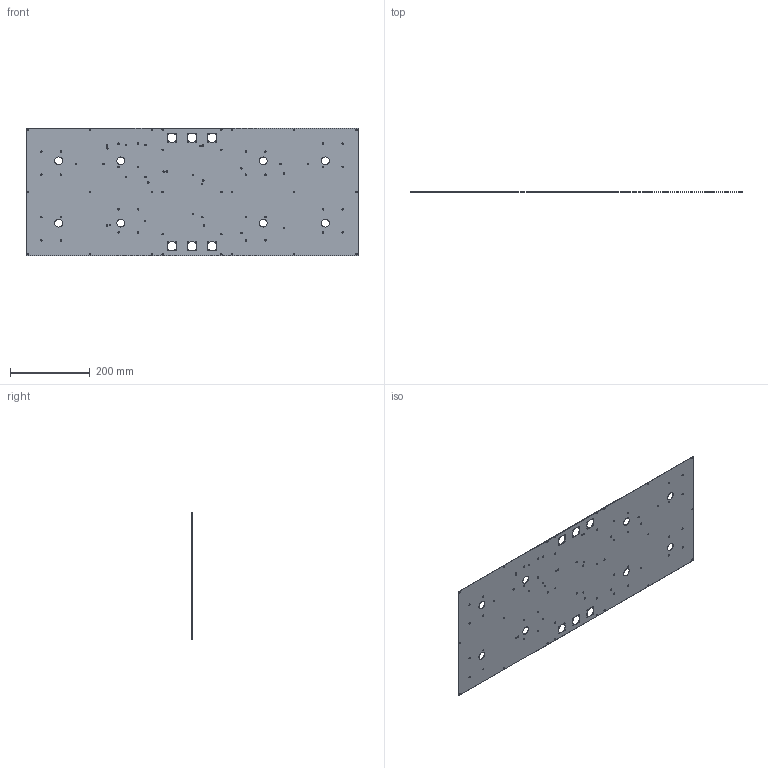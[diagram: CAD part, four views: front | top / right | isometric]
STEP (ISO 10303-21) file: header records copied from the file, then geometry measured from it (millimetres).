
FILE_DESCRIPTION (( 'STEP AP214' ), '1' );
FILE_NAME ('panel2.STEP', '2024-01-29T19:22:10', ( '' ), ( '' ), 'SwSTEP 2.0', 'SolidWorks 2023', '' );
FILE_SCHEMA (( 'AUTOMOTIVE_DESIGN' ));
Length unit declared in the file: millimetre
Products named in the file (1): panel2
Bounding box: 834 x 1.02 x 320 mm (x, y, z)
Volume: 264827.4 mm3; surface area: 525830.5 mm2
Topology: 1 solids, 1 shells, 258 faces, 768 edges, 512 vertices
Faces by surface type: cylinder 252, plane 6
Entity records: 9503 total; most frequent: DIRECTION 1790, CARTESIAN_POINT 1539, ORIENTED_EDGE 1536, EDGE_CURVE 768, AXIS2_PLACEMENT_3D 763, VERTEX_POINT 512, EDGE_LOOP 510, CIRCLE 504
